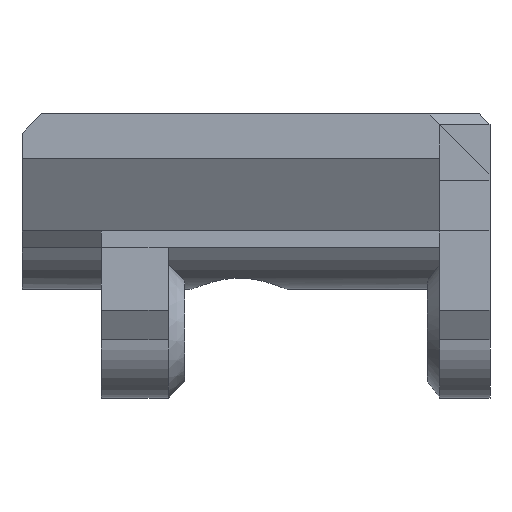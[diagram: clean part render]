
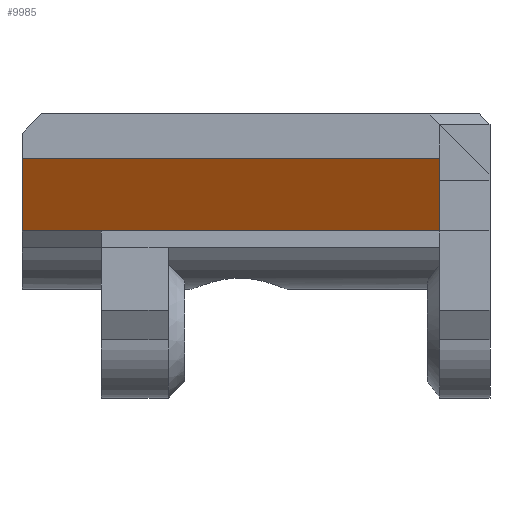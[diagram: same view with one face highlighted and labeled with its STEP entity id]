
A CAD part, front view. The second image highlights one B-rep face of the part: STEP entity #9985.
In plain terms, the highlighted planar face has unit normal (0, -0.866, -0.5).
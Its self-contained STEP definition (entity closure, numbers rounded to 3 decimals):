
#3125 = PLANE('',#3126);
#3126 = AXIS2_PLACEMENT_3D('',#3127,#3128,#3129);
#3127 = CARTESIAN_POINT('',(-31.5,12.,17.));
#3128 = DIRECTION('',(1.,0.,0.));
#3129 = DIRECTION('',(0.,0.,-1.));
#3545 = PLANE('',#3546);
#3546 = AXIS2_PLACEMENT_3D('',#3547,#3548,#3549);
#3547 = CARTESIAN_POINT('',(-35.,2.,10.));
#3548 = DIRECTION('',(0.,0.,-1.));
#3549 = DIRECTION('',(1.,0.,0.));
#3625 = PLANE('',#3626);
#3626 = AXIS2_PLACEMENT_3D('',#3627,#3628,#3629);
#3627 = CARTESIAN_POINT('',(-6.5,12.,17.));
#3628 = DIRECTION('',(1.,0.,0.));
#3629 = DIRECTION('',(0.,0.,-1.));
#4125 = VERTEX_POINT('',#4126);
#4126 = CARTESIAN_POINT('',(-31.5,13.,14.349));
#4139 = PLANE('',#4140);
#4140 = AXIS2_PLACEMENT_3D('',#4141,#4142,#4143);
#4141 = CARTESIAN_POINT('',(-33.,13.,18.));
#4142 = DIRECTION('',(0.,1.,0.));
#4143 = DIRECTION('',(1.,0.,0.));
#4150 = EDGE_CURVE('',#4151,#4125,#4153,.T.);
#4151 = VERTEX_POINT('',#4152);
#4152 = CARTESIAN_POINT('',(-31.5,15.511,10.));
#4153 = SURFACE_CURVE('',#4154,(#4158,#4164),.PCURVE_S1.);
#4154 = LINE('',#4155,#4156);
#4155 = CARTESIAN_POINT('',(-31.5,10.381,18.885));
#4156 = VECTOR('',#4157,1.);
#4157 = DIRECTION('',(0.,-0.5,0.866));
#4158 = PCURVE('',#3125,#4159);
#4159 = DEFINITIONAL_REPRESENTATION('',(#4160),#4163);
#4160 = B_SPLINE_CURVE_WITH_KNOTS('',1,(#4161,#4162),.UNSPECIFIED.,.F.,
  .F.,(2,2),(-10.762,-4.735),.PIECEWISE_BEZIER_KNOTS.);
#4161 = CARTESIAN_POINT('',(7.435,3.762));
#4162 = CARTESIAN_POINT('',(2.216,0.749));
#4163 = ( GEOMETRIC_REPRESENTATION_CONTEXT(2) 
PARAMETRIC_REPRESENTATION_CONTEXT() REPRESENTATION_CONTEXT('2D SPACE',''
  ) );
#4164 = PCURVE('',#4165,#4170);
#4165 = PLANE('',#4166);
#4166 = AXIS2_PLACEMENT_3D('',#4167,#4168,#4169);
#4167 = CARTESIAN_POINT('',(-32.,9.16,21.));
#4168 = DIRECTION('',(0.,0.866,0.5));
#4169 = DIRECTION('',(1.,0.,0.));
#4170 = DEFINITIONAL_REPRESENTATION('',(#4171),#4174);
#4171 = B_SPLINE_CURVE_WITH_KNOTS('',1,(#4172,#4173),.UNSPECIFIED.,.F.,
  .F.,(2,2),(-10.762,-4.735),.PIECEWISE_BEZIER_KNOTS.);
#4172 = CARTESIAN_POINT('',(0.5,13.204));
#4173 = CARTESIAN_POINT('',(0.5,7.177));
#4174 = ( GEOMETRIC_REPRESENTATION_CONTEXT(2) 
PARAMETRIC_REPRESENTATION_CONTEXT() REPRESENTATION_CONTEXT('2D SPACE',''
  ) );
#7968 = VERTEX_POINT('',#7969);
#7969 = CARTESIAN_POINT('',(-6.5,15.511,10.));
#7988 = EDGE_CURVE('',#7968,#4151,#7989,.T.);
#7989 = SURFACE_CURVE('',#7990,(#7994,#8000),.PCURVE_S1.);
#7990 = LINE('',#7991,#7992);
#7991 = CARTESIAN_POINT('',(-33.5,15.511,10.));
#7992 = VECTOR('',#7993,1.);
#7993 = DIRECTION('',(-1.,0.,0.));
#7994 = PCURVE('',#3545,#7995);
#7995 = DEFINITIONAL_REPRESENTATION('',(#7996),#7999);
#7996 = B_SPLINE_CURVE_WITH_KNOTS('',1,(#7997,#7998),.UNSPECIFIED.,.F.,
  .F.,(2,2),(-34.5,1.5),.PIECEWISE_BEZIER_KNOTS.);
#7997 = CARTESIAN_POINT('',(36.,-13.511));
#7998 = CARTESIAN_POINT('',(0.,-13.511));
#7999 = ( GEOMETRIC_REPRESENTATION_CONTEXT(2) 
PARAMETRIC_REPRESENTATION_CONTEXT() REPRESENTATION_CONTEXT('2D SPACE',''
  ) );
#8000 = PCURVE('',#4165,#8001);
#8001 = DEFINITIONAL_REPRESENTATION('',(#8002),#8005);
#8002 = B_SPLINE_CURVE_WITH_KNOTS('',1,(#8003,#8004),.UNSPECIFIED.,.F.,
  .F.,(2,2),(-34.5,1.5),.PIECEWISE_BEZIER_KNOTS.);
#8003 = CARTESIAN_POINT('',(33.,12.702));
#8004 = CARTESIAN_POINT('',(-3.,12.702));
#8005 = ( GEOMETRIC_REPRESENTATION_CONTEXT(2) 
PARAMETRIC_REPRESENTATION_CONTEXT() REPRESENTATION_CONTEXT('2D SPACE',''
  ) );
#8206 = VERTEX_POINT('',#8207);
#8207 = CARTESIAN_POINT('',(-6.5,13.,14.349));
#8226 = EDGE_CURVE('',#7968,#8206,#8227,.T.);
#8227 = SURFACE_CURVE('',#8228,(#8232,#8238),.PCURVE_S1.);
#8228 = LINE('',#8229,#8230);
#8229 = CARTESIAN_POINT('',(-6.5,10.381,18.885));
#8230 = VECTOR('',#8231,1.);
#8231 = DIRECTION('',(0.,-0.5,0.866));
#8232 = PCURVE('',#3625,#8233);
#8233 = DEFINITIONAL_REPRESENTATION('',(#8234),#8237);
#8234 = B_SPLINE_CURVE_WITH_KNOTS('',1,(#8235,#8236),.UNSPECIFIED.,.F.,
  .F.,(2,2),(-10.762,-4.735),.PIECEWISE_BEZIER_KNOTS.);
#8235 = CARTESIAN_POINT('',(7.435,3.762));
#8236 = CARTESIAN_POINT('',(2.216,0.749));
#8237 = ( GEOMETRIC_REPRESENTATION_CONTEXT(2) 
PARAMETRIC_REPRESENTATION_CONTEXT() REPRESENTATION_CONTEXT('2D SPACE',''
  ) );
#8238 = PCURVE('',#4165,#8239);
#8239 = DEFINITIONAL_REPRESENTATION('',(#8240),#8243);
#8240 = B_SPLINE_CURVE_WITH_KNOTS('',1,(#8241,#8242),.UNSPECIFIED.,.F.,
  .F.,(2,2),(-10.762,-4.735),.PIECEWISE_BEZIER_KNOTS.);
#8241 = CARTESIAN_POINT('',(25.5,13.204));
#8242 = CARTESIAN_POINT('',(25.5,7.177));
#8243 = ( GEOMETRIC_REPRESENTATION_CONTEXT(2) 
PARAMETRIC_REPRESENTATION_CONTEXT() REPRESENTATION_CONTEXT('2D SPACE',''
  ) );
#9985 = ADVANCED_FACE('',(#9986),#4165,.F.);
#9986 = FACE_BOUND('',#9987,.F.);
#9987 = EDGE_LOOP('',(#9988,#10007,#10008,#10009));
#9988 = ORIENTED_EDGE('',*,*,#9989,.F.);
#9989 = EDGE_CURVE('',#8206,#4125,#9990,.T.);
#9990 = SURFACE_CURVE('',#9991,(#9995,#10001),.PCURVE_S1.);
#9991 = LINE('',#9992,#9993);
#9992 = CARTESIAN_POINT('',(-32.5,13.,14.349));
#9993 = VECTOR('',#9994,1.);
#9994 = DIRECTION('',(-1.,0.,0.));
#9995 = PCURVE('',#4165,#9996);
#9996 = DEFINITIONAL_REPRESENTATION('',(#9997),#10000);
#9997 = B_SPLINE_CURVE_WITH_KNOTS('',1,(#9998,#9999),.UNSPECIFIED.,.F.,
  .F.,(2,2),(-32.5,2.5),.PIECEWISE_BEZIER_KNOTS.);
#9998 = CARTESIAN_POINT('',(32.,7.679));
#9999 = CARTESIAN_POINT('',(-3.,7.679));
#10000 = ( GEOMETRIC_REPRESENTATION_CONTEXT(2) 
PARAMETRIC_REPRESENTATION_CONTEXT() REPRESENTATION_CONTEXT('2D SPACE',''
  ) );
#10001 = PCURVE('',#4139,#10002);
#10002 = DEFINITIONAL_REPRESENTATION('',(#10003),#10006);
#10003 = B_SPLINE_CURVE_WITH_KNOTS('',1,(#10004,#10005),.UNSPECIFIED.,
  .F.,.F.,(2,2),(-32.5,2.5),.PIECEWISE_BEZIER_KNOTS.);
#10004 = CARTESIAN_POINT('',(33.,3.651));
#10005 = CARTESIAN_POINT('',(-2.,3.651));
#10006 = ( GEOMETRIC_REPRESENTATION_CONTEXT(2) 
PARAMETRIC_REPRESENTATION_CONTEXT() REPRESENTATION_CONTEXT('2D SPACE',''
  ) );
#10007 = ORIENTED_EDGE('',*,*,#8226,.F.);
#10008 = ORIENTED_EDGE('',*,*,#7988,.T.);
#10009 = ORIENTED_EDGE('',*,*,#4150,.T.);
